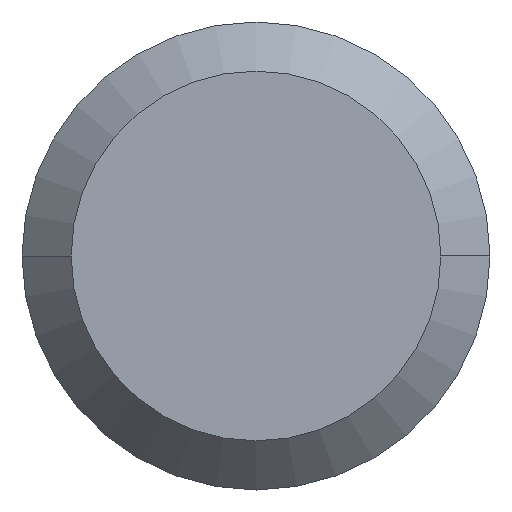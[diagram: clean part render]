
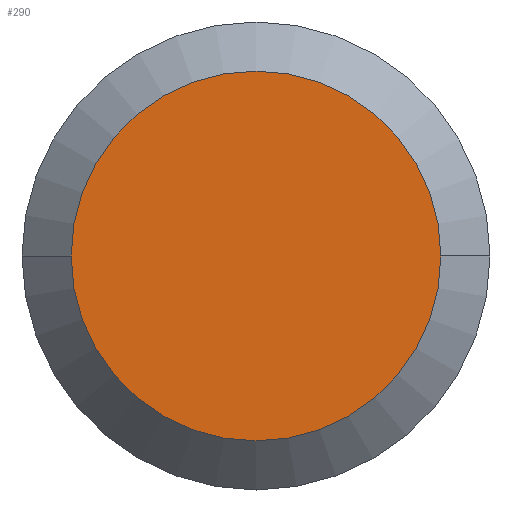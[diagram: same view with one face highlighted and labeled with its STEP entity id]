
A CAD part, left-side view. The second image highlights one B-rep face of the part: STEP entity #290.
In plain terms, the highlighted planar face has unit normal (-1, 0, 0).
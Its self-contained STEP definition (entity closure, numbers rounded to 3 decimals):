
#12 = EDGE_LOOP ( 'NONE', ( #228, #271 ) ) ;
#17 = DIRECTION ( 'NONE',  ( 0., 1., 0. ) ) ;
#22 = PLANE ( 'NONE',  #68 ) ;
#49 = DIRECTION ( 'NONE',  ( 1., 0., 0. ) ) ;
#53 = CARTESIAN_POINT ( 'NONE',  ( -30.75, 0., 0. ) ) ;
#61 = CARTESIAN_POINT ( 'NONE',  ( -30.75, 1.881, 0. ) ) ;
#68 = AXIS2_PLACEMENT_3D ( 'NONE', #53, #118, #303 ) ;
#80 = CIRCLE ( 'NONE', #275, 1.881 ) ;
#98 = AXIS2_PLACEMENT_3D ( 'NONE', #222, #49, #250 ) ;
#118 = DIRECTION ( 'NONE',  ( -1., 0., 0. ) ) ;
#156 = VERTEX_POINT ( 'NONE', #61 ) ;
#164 = VERTEX_POINT ( 'NONE', #207 ) ;
#183 = EDGE_CURVE ( 'NONE', #156, #164, #80, .T. ) ;
#195 = DIRECTION ( 'NONE',  ( 1., 0., 0. ) ) ;
#197 = EDGE_CURVE ( 'NONE', #164, #156, #355, .T. ) ;
#207 = CARTESIAN_POINT ( 'NONE',  ( -30.75, -1.881, 0. ) ) ;
#222 = CARTESIAN_POINT ( 'NONE',  ( -30.75, 0., 0. ) ) ;
#228 = ORIENTED_EDGE ( 'NONE', *, *, #183, .F. ) ;
#250 = DIRECTION ( 'NONE',  ( 0., 1., 0. ) ) ;
#269 = FACE_OUTER_BOUND ( 'NONE', #12, .T. ) ;
#271 = ORIENTED_EDGE ( 'NONE', *, *, #197, .F. ) ;
#275 = AXIS2_PLACEMENT_3D ( 'NONE', #351, #195, #17 ) ;
#290 = ADVANCED_FACE ( 'NONE', ( #269 ), #22, .T. ) ;
#303 = DIRECTION ( 'NONE',  ( 0., -1., 0. ) ) ;
#351 = CARTESIAN_POINT ( 'NONE',  ( -30.75, 0., 0. ) ) ;
#355 = CIRCLE ( 'NONE', #98, 1.881 ) ;
